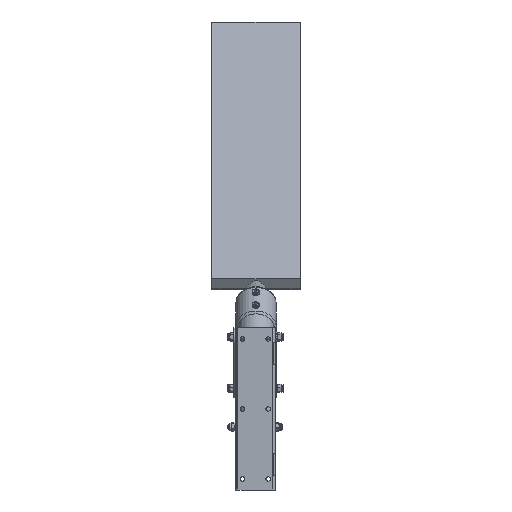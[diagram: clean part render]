
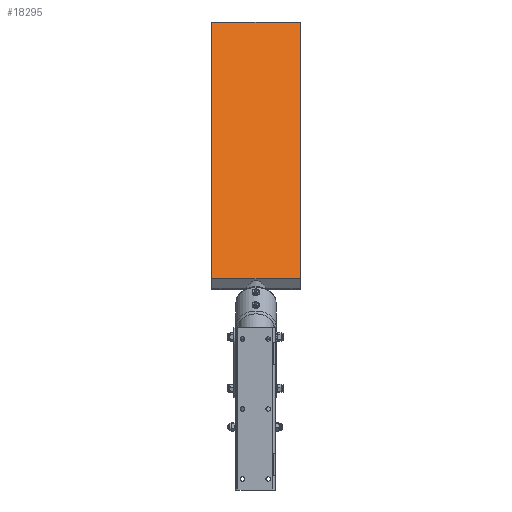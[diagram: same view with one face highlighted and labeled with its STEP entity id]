
A CAD part, front view. The second image highlights one B-rep face of the part: STEP entity #18295.
In plain terms, the highlighted planar face has unit normal (0, -0.581, 0.814).
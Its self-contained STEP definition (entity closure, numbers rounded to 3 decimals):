
#18084 = VERTEX_POINT('',#18085);
#18085 = CARTESIAN_POINT('',(61.,296.832,166.428));
#18091 = EDGE_CURVE('',#18092,#18084,#18094,.T.);
#18092 = VERTEX_POINT('',#18093);
#18093 = CARTESIAN_POINT('',(-59.,296.832,166.428));
#18094 = LINE('',#18095,#18096);
#18095 = CARTESIAN_POINT('',(-59.,296.832,166.428));
#18096 = VECTOR('',#18097,1.);
#18097 = DIRECTION('',(1.,0.,0.));
#18277 = VERTEX_POINT('',#18278);
#18278 = CARTESIAN_POINT('',(61.,785.132,515.088));
#18284 = EDGE_CURVE('',#18084,#18277,#18285,.T.);
#18285 = LINE('',#18286,#18287);
#18286 = CARTESIAN_POINT('',(61.,296.832,166.428));
#18287 = VECTOR('',#18288,1.);
#18288 = DIRECTION('',(0.,0.814,0.581)
  );
#18295 = ADVANCED_FACE('',(#18296),#18314,.T.);
#18296 = FACE_BOUND('',#18297,.T.);
#18297 = EDGE_LOOP('',(#18298,#18299,#18300,#18308));
#18298 = ORIENTED_EDGE('',*,*,#18091,.T.);
#18299 = ORIENTED_EDGE('',*,*,#18284,.T.);
#18300 = ORIENTED_EDGE('',*,*,#18301,.F.);
#18301 = EDGE_CURVE('',#18302,#18277,#18304,.T.);
#18302 = VERTEX_POINT('',#18303);
#18303 = CARTESIAN_POINT('',(-59.,785.132,515.088));
#18304 = LINE('',#18305,#18306);
#18305 = CARTESIAN_POINT('',(-59.,785.132,515.088));
#18306 = VECTOR('',#18307,1.);
#18307 = DIRECTION('',(1.,0.,0.));
#18308 = ORIENTED_EDGE('',*,*,#18309,.F.);
#18309 = EDGE_CURVE('',#18092,#18302,#18310,.T.);
#18310 = LINE('',#18311,#18312);
#18311 = CARTESIAN_POINT('',(-59.,296.832,166.428));
#18312 = VECTOR('',#18313,1.);
#18313 = DIRECTION('',(0.,0.814,0.581)
  );
#18314 = PLANE('',#18315);
#18315 = AXIS2_PLACEMENT_3D('',#18316,#18317,#18318);
#18316 = CARTESIAN_POINT('',(-59.,296.832,166.428));
#18317 = DIRECTION('',(0.,-0.581,0.814
    ));
#18318 = DIRECTION('',(1.,0.,0.));
